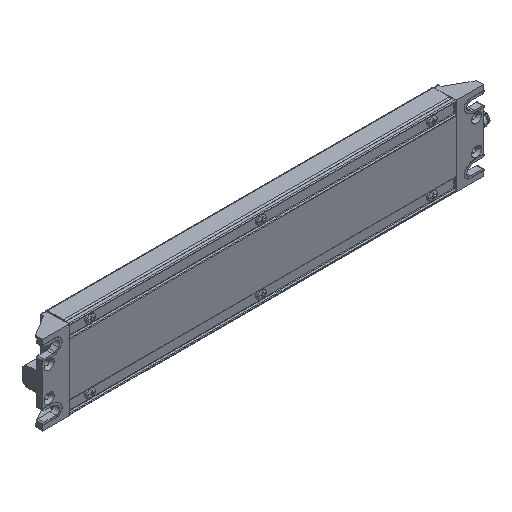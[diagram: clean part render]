
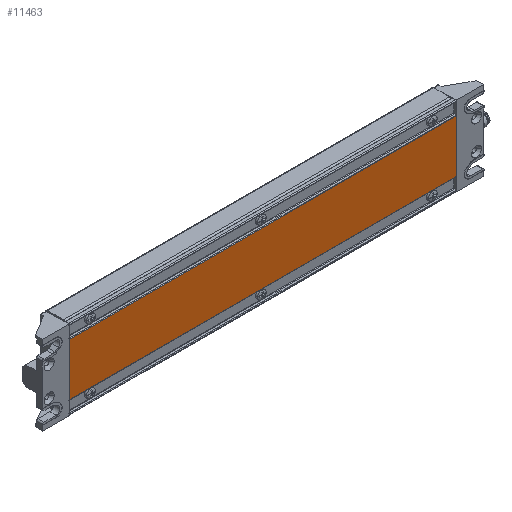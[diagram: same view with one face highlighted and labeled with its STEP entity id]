
A CAD part, isometric view. The second image highlights one B-rep face of the part: STEP entity #11463.
In plain terms, the highlighted planar face has unit normal (0, -1, 0).
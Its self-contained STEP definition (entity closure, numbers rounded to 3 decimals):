
#165 = VECTOR ( 'NONE', #2280, 1000. ) ;
#365 = ORIENTED_EDGE ( 'NONE', *, *, #10782, .T. ) ;
#1451 = CARTESIAN_POINT ( 'NONE',  ( -136., 0., 18.4 ) ) ;
#2056 = CARTESIAN_POINT ( 'NONE',  ( 136., 0., 28.1 ) ) ;
#2280 = DIRECTION ( 'NONE',  ( 1., 0., 0. ) ) ;
#2807 = LINE ( 'NONE', #8285, #4429 ) ;
#3095 = EDGE_LOOP ( 'NONE', ( #5126, #365, #6139, #12973 ) ) ;
#3289 = AXIS2_PLACEMENT_3D ( 'NONE', #4923, #10376, #15837 ) ;
#3479 = FACE_OUTER_BOUND ( 'NONE', #3095, .T. ) ;
#4277 = CARTESIAN_POINT ( 'NONE',  ( 136., 0., -18.4 ) ) ;
#4429 = VECTOR ( 'NONE', #13729, 1000. ) ;
#4923 = CARTESIAN_POINT ( 'NONE',  ( 136., 0., 28.1 ) ) ;
#4938 = CARTESIAN_POINT ( 'NONE',  ( -136., 0., -18.4 ) ) ;
#5126 = ORIENTED_EDGE ( 'NONE', *, *, #16238, .F. ) ;
#5170 = CARTESIAN_POINT ( 'NONE',  ( -136., 0., 28.1 ) ) ;
#6139 = ORIENTED_EDGE ( 'NONE', *, *, #12997, .T. ) ;
#6796 = VERTEX_POINT ( 'NONE', #11182 ) ;
#7542 = DIRECTION ( 'NONE',  ( 0., 0., -1. ) ) ;
#7584 = VECTOR ( 'NONE', #7542, 1000. ) ;
#8285 = CARTESIAN_POINT ( 'NONE',  ( 136., 0., 18.4 ) ) ;
#9103 = LINE ( 'NONE', #14561, #165 ) ;
#10376 = DIRECTION ( 'NONE',  ( 0., 1., 0. ) ) ;
#10628 = DIRECTION ( 'NONE',  ( 0., 0., -1. ) ) ;
#10782 = EDGE_CURVE ( 'NONE', #6796, #16050, #2807, .T. ) ;
#11182 = CARTESIAN_POINT ( 'NONE',  ( 136., 0., 18.4 ) ) ;
#11463 = ADVANCED_FACE ( 'NONE', ( #3479 ), #17187, .F. ) ;
#11909 = EDGE_CURVE ( 'NONE', #16273, #17362, #9103, .T. ) ;
#12973 = ORIENTED_EDGE ( 'NONE', *, *, #11909, .T. ) ;
#12997 = EDGE_CURVE ( 'NONE', #16050, #16273, #17436, .T. ) ;
#13729 = DIRECTION ( 'NONE',  ( -1., 0., 0. ) ) ;
#14329 = LINE ( 'NONE', #2056, #7584 ) ;
#14491 = VECTOR ( 'NONE', #10628, 1000. ) ;
#14561 = CARTESIAN_POINT ( 'NONE',  ( 136., 0., -18.4 ) ) ;
#15837 = DIRECTION ( 'NONE',  ( 0., 0., 1. ) ) ;
#16050 = VERTEX_POINT ( 'NONE', #1451 ) ;
#16238 = EDGE_CURVE ( 'NONE', #6796, #17362, #14329, .T. ) ;
#16273 = VERTEX_POINT ( 'NONE', #4938 ) ;
#17187 = PLANE ( 'NONE',  #3289 ) ;
#17362 = VERTEX_POINT ( 'NONE', #4277 ) ;
#17436 = LINE ( 'NONE', #5170, #14491 ) ;
